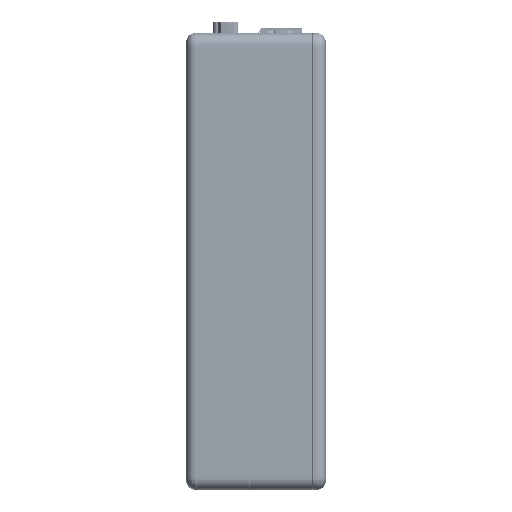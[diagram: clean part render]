
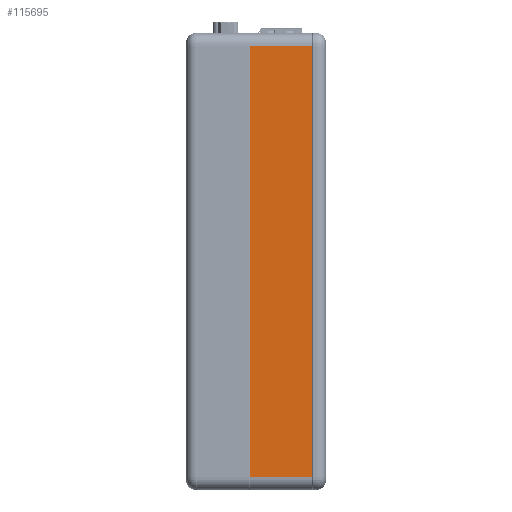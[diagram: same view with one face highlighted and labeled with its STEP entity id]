
A CAD part, left-side view. The second image highlights one B-rep face of the part: STEP entity #115695.
In plain terms, the highlighted face is planar.
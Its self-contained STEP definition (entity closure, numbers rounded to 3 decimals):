
#3332 = CARTESIAN_POINT ( 'NONE',  ( 1.1, 85., -4. ) ) ;
#4372 = CARTESIAN_POINT ( 'NONE',  ( 1.1, 85., -141. ) ) ;
#10438 = LINE ( 'NONE', #79834, #132256 ) ;
#20881 = VECTOR ( 'NONE', #70470, 1000. ) ;
#31948 = EDGE_CURVE ( 'NONE', #127216, #79669, #10438, .T. ) ;
#35226 = CARTESIAN_POINT ( 'NONE',  ( 20.87, 85., -141. ) ) ;
#43346 = LINE ( 'NONE', #79723, #75054 ) ;
#45310 = VERTEX_POINT ( 'NONE', #69052 ) ;
#45539 = CARTESIAN_POINT ( 'NONE',  ( 1.1, 85., -4. ) ) ;
#46154 = EDGE_CURVE ( 'NONE', #159717, #79669, #93121, .T. ) ;
#52981 = CARTESIAN_POINT ( 'NONE',  ( 20.77, 85., -4. ) ) ;
#67134 = CARTESIAN_POINT ( 'NONE',  ( 20.87, 85., -4. ) ) ;
#69052 = CARTESIAN_POINT ( 'NONE',  ( 20.77, 85., -141. ) ) ;
#70178 = ORIENTED_EDGE ( 'NONE', *, *, #31948, .F. ) ;
#70470 = DIRECTION ( 'NONE',  ( 0., 0., 1. ) ) ;
#73854 = EDGE_LOOP ( 'NONE', ( #70178, #102726, #191819, #155450 ) ) ;
#75054 = VECTOR ( 'NONE', #184351, 1000. ) ;
#79669 = VERTEX_POINT ( 'NONE', #45539 ) ;
#79723 = CARTESIAN_POINT ( 'NONE',  ( 20.77, 85., -4. ) ) ;
#79834 = CARTESIAN_POINT ( 'NONE',  ( 20.87, 85., -4. ) ) ;
#86418 = DIRECTION ( 'NONE',  ( 0., 0., -1. ) ) ;
#93121 = LINE ( 'NONE', #3332, #20881 ) ;
#102726 = ORIENTED_EDGE ( 'NONE', *, *, #119104, .T. ) ;
#107707 = VECTOR ( 'NONE', #207073, 1000. ) ;
#115695 = ADVANCED_FACE ( 'NONE', ( #223017 ), #207043, .F. ) ;
#119104 = EDGE_CURVE ( 'NONE', #127216, #45310, #43346, .T. ) ;
#119151 = EDGE_CURVE ( 'NONE', #45310, #159717, #137691, .T. ) ;
#127216 = VERTEX_POINT ( 'NONE', #52981 ) ;
#132256 = VECTOR ( 'NONE', #133296, 1000. ) ;
#133296 = DIRECTION ( 'NONE',  ( -1., 0., 0. ) ) ;
#137691 = LINE ( 'NONE', #35226, #107707 ) ;
#155450 = ORIENTED_EDGE ( 'NONE', *, *, #46154, .T. ) ;
#159717 = VERTEX_POINT ( 'NONE', #4372 ) ;
#184351 = DIRECTION ( 'NONE',  ( 0., 0., -1. ) ) ;
#186596 = DIRECTION ( 'NONE',  ( 0., -1., 0. ) ) ;
#191819 = ORIENTED_EDGE ( 'NONE', *, *, #119151, .T. ) ;
#200931 = AXIS2_PLACEMENT_3D ( 'NONE', #67134, #186596, #86418 ) ;
#207043 = PLANE ( 'NONE',  #200931 ) ;
#207073 = DIRECTION ( 'NONE',  ( -1., 0., 0. ) ) ;
#223017 = FACE_OUTER_BOUND ( 'NONE', #73854, .T. ) ;
